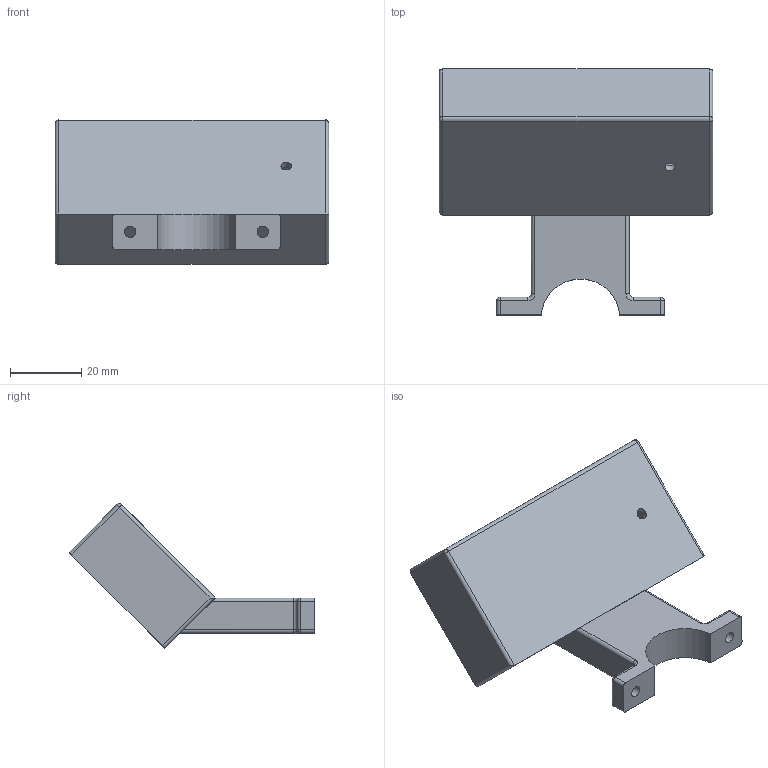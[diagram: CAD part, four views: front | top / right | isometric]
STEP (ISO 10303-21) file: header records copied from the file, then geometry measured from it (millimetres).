
FILE_DESCRIPTION (( 'STEP AP214' ), '1' );
FILE_NAME ('case.STEP', '2024-09-29T17:22:45', ( '' ), ( '' ), 'SwSTEP 2.0', 'SolidWorks 2024', '' );
FILE_SCHEMA (( 'AUTOMOTIVE_DESIGN' ));
Length unit declared in the file: millimetre
Products named in the file (1): case
Bounding box: 77.08 x 69.2 x 40.66 mm (x, y, z)
Volume: 23390.9 mm3; surface area: 18513.4 mm2
Topology: 2 solids, 2 shells, 158 faces, 380 edges, 219 vertices
Faces by surface type: cylinder 72, plane 58, sphere 16, torus 12
Full cylindrical faces by diameter (mm): 2.3 x6, 3 x1, 3.2 x2
Entity records: 4378 total; most frequent: DIRECTION 804, CARTESIAN_POINT 747, ORIENTED_EDGE 700, EDGE_CURVE 350, AXIS2_PLACEMENT_3D 303, VERTEX_POINT 214, VECTOR 198, LINE 198
